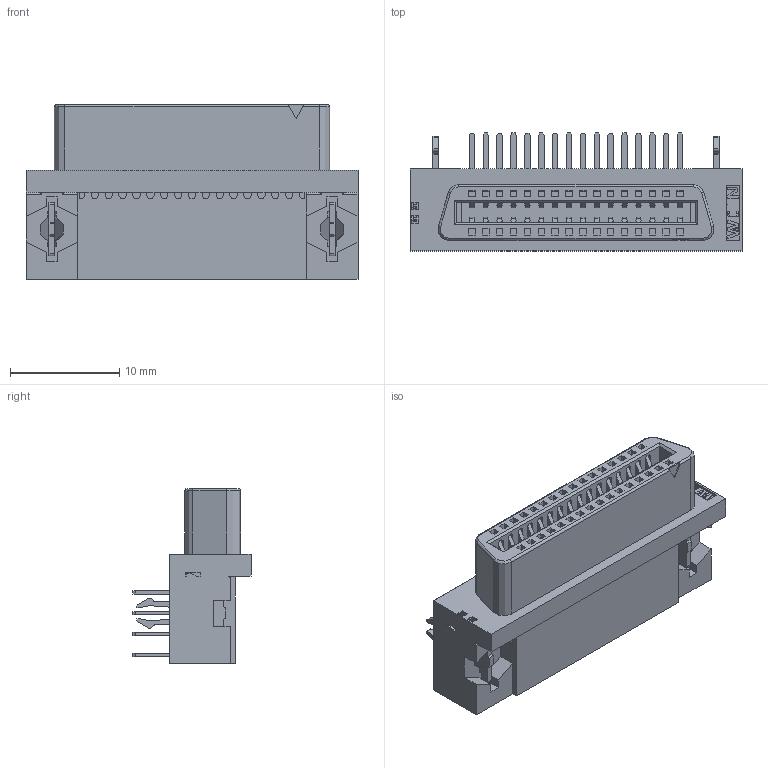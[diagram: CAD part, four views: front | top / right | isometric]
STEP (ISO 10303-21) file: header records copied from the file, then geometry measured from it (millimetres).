
FILE_DESCRIPTION( ('This file contains a STEP AP42 implementation' ,'as created by ZW3D STEP Interface translator.') ,'2;1' );
FILE_NAME( '6321H-XXXRDXXPWXXX.stp' ,'2311 1. 9 257', (''), ('ZWCAD Software Co.'), 'Version 1.0', 'ZW3D to STEP translator', '' );
FILE_SCHEMA(('AUTOMOTIVE_DESIGN { 1 0 10303 214 1 1 1 1 }'));
Length unit declared in the file: millimetre
Products named in the file (2): 0; 6321H-032RDW1PWT01
Bounding box: 30.37 x 10.8 x 16 mm (x, y, z)
Volume: 2261.3 mm3
Topology: 2 solids, 132 shells, 3808 faces, 10057 edges, 6398 vertices
Faces by surface type: plane 2868, cylinder 606, bspline 334
Entity records: 120946 total; most frequent: CARTESIAN_POINT 24583, ORIENTED_EDGE 20174, DIRECTION 17308, EDGE_CURVE 10082, VECTOR 8364, LINE 8364, VERTEX_POINT 6414, AXIS2_PLACEMENT_3D 4472
